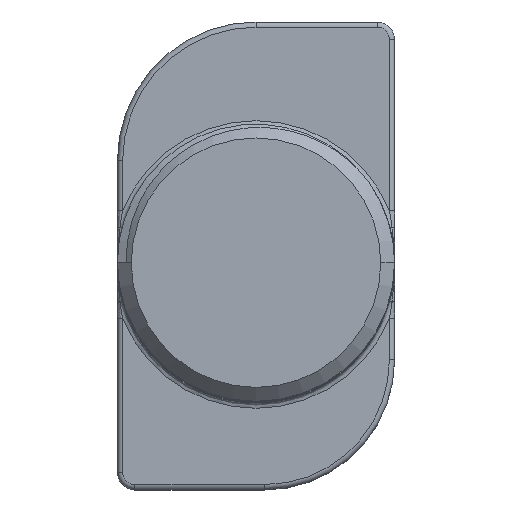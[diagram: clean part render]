
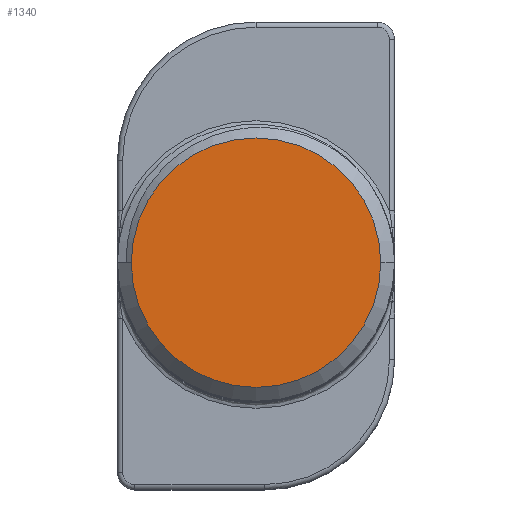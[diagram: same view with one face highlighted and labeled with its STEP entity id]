
A CAD part, top view. The second image highlights one B-rep face of the part: STEP entity #1340.
In plain terms, the highlighted planar face has unit normal (0, 0, 1).
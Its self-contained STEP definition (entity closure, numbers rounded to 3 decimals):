
#35 = PLANE ( 'NONE',  #5543 ) ;
#345 = AXIS2_PLACEMENT_3D ( 'NONE', #5319, #3450, #7786 ) ;
#530 = CARTESIAN_POINT ( 'NONE',  ( 4., -7., 34.5 ) ) ;
#1340 = ADVANCED_FACE ( 'NONE', ( #5562 ), #35, .T. ) ;
#1464 = VERTEX_POINT ( 'NONE', #6325 ) ;
#1743 = EDGE_CURVE ( 'NONE', #1464, #3801, #6437, .T. ) ;
#2478 = DIRECTION ( 'NONE',  ( 0., 0., 1. ) ) ;
#2546 = ORIENTED_EDGE ( 'NONE', *, *, #1743, .T. ) ;
#2844 = DIRECTION ( 'NONE',  ( 0., 0., 1. ) ) ;
#3450 = DIRECTION ( 'NONE',  ( 0., 0., 1. ) ) ;
#3611 = DIRECTION ( 'NONE',  ( 1., 0., 0. ) ) ;
#3801 = VERTEX_POINT ( 'NONE', #4246 ) ;
#4063 = CIRCLE ( 'NONE', #345, 3.6 ) ;
#4246 = CARTESIAN_POINT ( 'NONE',  ( 0.4, -7., 34.5 ) ) ;
#4643 = AXIS2_PLACEMENT_3D ( 'NONE', #5921, #2844, #7783 ) ;
#5319 = CARTESIAN_POINT ( 'NONE',  ( 4., -7., 34.5 ) ) ;
#5543 = AXIS2_PLACEMENT_3D ( 'NONE', #530, #2478, #3611 ) ;
#5562 = FACE_OUTER_BOUND ( 'NONE', #7809, .T. ) ;
#5858 = ORIENTED_EDGE ( 'NONE', *, *, #7916, .T. ) ;
#5921 = CARTESIAN_POINT ( 'NONE',  ( 4., -7., 34.5 ) ) ;
#6325 = CARTESIAN_POINT ( 'NONE',  ( 7.6, -7., 34.5 ) ) ;
#6437 = CIRCLE ( 'NONE', #4643, 3.6 ) ;
#7783 = DIRECTION ( 'NONE',  ( 1., 0., 0. ) ) ;
#7786 = DIRECTION ( 'NONE',  ( 1., 0., 0. ) ) ;
#7809 = EDGE_LOOP ( 'NONE', ( #5858, #2546 ) ) ;
#7916 = EDGE_CURVE ( 'NONE', #3801, #1464, #4063, .T. ) ;
